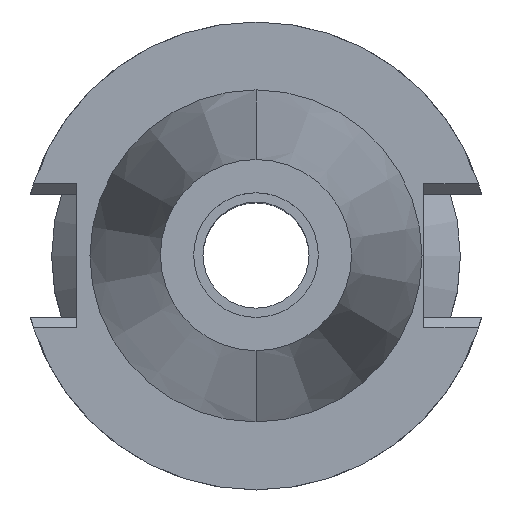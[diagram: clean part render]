
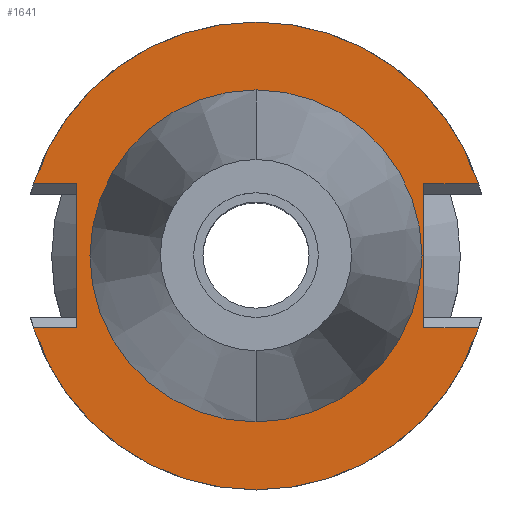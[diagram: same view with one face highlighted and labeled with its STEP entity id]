
A CAD part, top view. The second image highlights one B-rep face of the part: STEP entity #1641.
In plain terms, the highlighted planar face has unit normal (0, 0, 1).
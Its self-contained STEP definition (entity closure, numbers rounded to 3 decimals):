
#94=DIRECTION('',(0.,-1.,0.));
#95=VECTOR('',#94,30.31);
#96=CARTESIAN_POINT('',(35.27,15.155,-1.5));
#97=LINE('',#96,#95);
#101=DIRECTION('',(1.,0.,0.));
#102=VECTOR('',#101,11.551);
#103=CARTESIAN_POINT('',(35.27,-15.155,-1.5));
#104=LINE('',#103,#102);
#108=CARTESIAN_POINT('',(0.,0.,-1.5));
#109=DIRECTION('',(0.,0.,-1.));
#110=DIRECTION('',(0.951,-0.308,0.));
#111=AXIS2_PLACEMENT_3D('',#108,#109,#110);
#116=CARTESIAN_POINT('',(0.,0.,-1.5));
#117=DIRECTION('',(0.,0.,-1.));
#118=DIRECTION('',(0.,-1.,0.));
#119=AXIS2_PLACEMENT_3D('',#116,#117,#118);
#124=DIRECTION('',(0.,1.,0.));
#125=VECTOR('',#124,30.31);
#126=CARTESIAN_POINT('',(-37.68,-15.155,-1.5));
#127=LINE('',#126,#125);
#131=DIRECTION('',(-1.,0.,0.));
#132=VECTOR('',#131,9.141);
#133=CARTESIAN_POINT('',(-37.68,15.155,-1.5));
#134=LINE('',#133,#132);
#138=CARTESIAN_POINT('',(0.,0.,-1.5));
#139=DIRECTION('',(0.,0.,-1.));
#140=DIRECTION('',(-0.951,0.308,0.));
#141=AXIS2_PLACEMENT_3D('',#138,#139,#140);
#146=CARTESIAN_POINT('',(0.,0.,-1.5));
#147=DIRECTION('',(0.,0.,-1.));
#148=DIRECTION('',(0.,1.,0.));
#149=AXIS2_PLACEMENT_3D('',#146,#147,#148);
#154=CARTESIAN_POINT('',(0.,0.,-1.5));
#155=DIRECTION('',(0.,0.,1.));
#156=DIRECTION('',(0.,-1.,0.));
#157=AXIS2_PLACEMENT_3D('',#154,#155,#156);
#162=CARTESIAN_POINT('',(0.,0.,-1.5));
#163=DIRECTION('',(0.,0.,1.));
#164=DIRECTION('',(0.,1.,0.));
#165=AXIS2_PLACEMENT_3D('',#162,#163,#164);
#281=DIRECTION('',(1.,0.,0.));
#282=VECTOR('',#281,11.551);
#283=CARTESIAN_POINT('',(35.27,15.155,-1.5));
#284=LINE('',#283,#282);
#298=CARTESIAN_POINT('',(46.821,15.155,-1.5));
#561=DIRECTION('',(-1.,0.,0.));
#562=VECTOR('',#561,9.141);
#563=CARTESIAN_POINT('',(-37.68,-15.155,-1.5));
#564=LINE('',#563,#562);
#575=CARTESIAN_POINT('',(46.821,-15.155,-1.5));
#600=CARTESIAN_POINT('',(-46.821,-15.155,-1.5));
#1424=CARTESIAN_POINT('',(35.27,-15.155,-1.5));
#1425=VERTEX_POINT('',#1424);
#1426=CARTESIAN_POINT('',(35.27,15.155,-1.5));
#1427=VERTEX_POINT('',#1426);
#1467=CARTESIAN_POINT('',(-37.68,15.155,-1.5));
#1468=VERTEX_POINT('',#1467);
#1469=CARTESIAN_POINT('',(-37.68,-15.155,-1.5));
#1470=VERTEX_POINT('',#1469);
#1513=VERTEX_POINT('',#575);
#1514=VERTEX_POINT('',#600);
#1515=CARTESIAN_POINT('',(0.,-49.213,-1.5));
#1516=VERTEX_POINT('',#1515);
#1519=VERTEX_POINT('',#298);
#1520=CARTESIAN_POINT('',(0.,49.213,-1.5));
#1521=VERTEX_POINT('',#1520);
#1522=CARTESIAN_POINT('',(-46.821,15.155,-1.5));
#1523=VERTEX_POINT('',#1522);
#1524=CARTESIAN_POINT('',(0.,-34.925,-1.5));
#1525=CARTESIAN_POINT('',(0.,34.925,-1.5));
#1526=VERTEX_POINT('',#1524);
#1527=VERTEX_POINT('',#1525);
#1610=CARTESIAN_POINT('',(0.,0.,-1.5));
#1611=DIRECTION('',(0.,0.,-1.));
#1612=DIRECTION('',(0.,-1.,0.));
#1613=AXIS2_PLACEMENT_3D('',#1610,#1611,#1612);
#1614=PLANE('',#1613);
#1616=ORIENTED_EDGE('',*,*,#1615,.T.);
#1618=ORIENTED_EDGE('',*,*,#1617,.T.);
#1620=ORIENTED_EDGE('',*,*,#1619,.T.);
#1622=ORIENTED_EDGE('',*,*,#1621,.T.);
#1624=ORIENTED_EDGE('',*,*,#1623,.F.);
#1626=ORIENTED_EDGE('',*,*,#1625,.T.);
#1628=ORIENTED_EDGE('',*,*,#1627,.T.);
#1630=ORIENTED_EDGE('',*,*,#1629,.T.);
#1632=ORIENTED_EDGE('',*,*,#1631,.T.);
#1634=ORIENTED_EDGE('',*,*,#1633,.F.);
#1635=EDGE_LOOP('',(#1616,#1618,#1620,#1622,#1624,#1626,#1628,#1630,#1632,
#1634));
#1636=FACE_OUTER_BOUND('',#1635,.F.);
#1637=ORIENTED_EDGE('',*,*,#1589,.T.);
#1638=ORIENTED_EDGE('',*,*,#1605,.T.);
#1639=EDGE_LOOP('',(#1637,#1638));
#1640=FACE_BOUND('',#1639,.F.);
#112=CIRCLE('',#111,49.213);
#120=CIRCLE('',#119,49.213);
#142=CIRCLE('',#141,49.213);
#150=CIRCLE('',#149,49.213);
#158=CIRCLE('',#157,34.925);
#166=CIRCLE('',#165,34.925);
#1589=EDGE_CURVE('',#1526,#1527,#158,.T.);
#1605=EDGE_CURVE('',#1527,#1526,#166,.T.);
#1615=EDGE_CURVE('',#1427,#1425,#97,.T.);
#1617=EDGE_CURVE('',#1425,#1513,#104,.T.);
#1619=EDGE_CURVE('',#1513,#1516,#112,.T.);
#1621=EDGE_CURVE('',#1516,#1514,#120,.T.);
#1623=EDGE_CURVE('',#1470,#1514,#564,.T.);
#1625=EDGE_CURVE('',#1470,#1468,#127,.T.);
#1627=EDGE_CURVE('',#1468,#1523,#134,.T.);
#1629=EDGE_CURVE('',#1523,#1521,#142,.T.);
#1631=EDGE_CURVE('',#1521,#1519,#150,.T.);
#1633=EDGE_CURVE('',#1427,#1519,#284,.T.);
#1641=ADVANCED_FACE('',(#1636,#1640),#1614,.F.);
